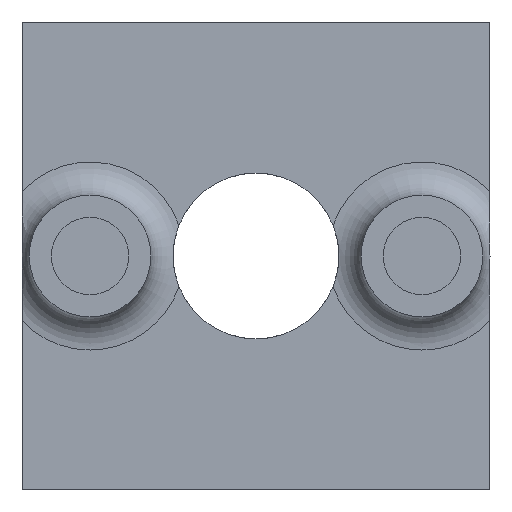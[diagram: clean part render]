
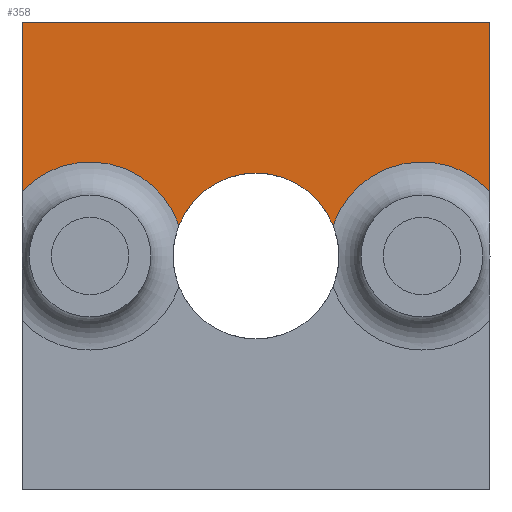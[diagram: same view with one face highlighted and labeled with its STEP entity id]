
A CAD part, front view. The second image highlights one B-rep face of the part: STEP entity #358.
In plain terms, the highlighted planar face has unit normal (0, -1, 0).
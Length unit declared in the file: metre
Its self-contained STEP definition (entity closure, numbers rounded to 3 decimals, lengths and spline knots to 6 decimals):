
#31=CIRCLE('',#403,0.0075);
#32=CIRCLE('',#404,0.0085);
#33=CIRCLE('',#405,0.0085);
#59=ORIENTED_EDGE('',*,*,#145,.T.);
#60=ORIENTED_EDGE('',*,*,#146,.T.);
#61=ORIENTED_EDGE('',*,*,#147,.T.);
#62=ORIENTED_EDGE('',*,*,#148,.T.);
#63=ORIENTED_EDGE('',*,*,#149,.F.);
#64=ORIENTED_EDGE('',*,*,#150,.T.);
#145=EDGE_CURVE('',#188,#189,#31,.F.);
#146=EDGE_CURVE('',#189,#190,#32,.F.);
#147=EDGE_CURVE('',#190,#191,#220,.T.);
#148=EDGE_CURVE('',#191,#192,#221,.T.);
#149=EDGE_CURVE('',#193,#192,#222,.T.);
#150=EDGE_CURVE('',#193,#188,#33,.F.);
#188=VERTEX_POINT('',#589);
#189=VERTEX_POINT('',#590);
#190=VERTEX_POINT('',#592);
#191=VERTEX_POINT('',#594);
#192=VERTEX_POINT('',#596);
#193=VERTEX_POINT('',#598);
#220=LINE('',#593,#234);
#221=LINE('',#595,#235);
#222=LINE('',#597,#236);
#234=VECTOR('',#470,1.);
#235=VECTOR('',#471,1.);
#236=VECTOR('',#472,1.);
#246=EDGE_LOOP('',(#59,#60,#61,#62,#63,#64));
#294=FACE_BOUND('',#246,.T.);
#342=PLANE('',#402);
#358=ADVANCED_FACE('',(#294),#342,.T.);
#402=AXIS2_PLACEMENT_3D('',#587,#464,#465);
#403=AXIS2_PLACEMENT_3D('',#588,#466,#467);
#404=AXIS2_PLACEMENT_3D('',#591,#468,#469);
#405=AXIS2_PLACEMENT_3D('',#599,#473,#474);
#464=DIRECTION('',(0.,-1.,0.));
#465=DIRECTION('',(1.,0.,0.));
#466=DIRECTION('',(0.,-1.,0.));
#467=DIRECTION('',(0.,0.,-1.));
#468=DIRECTION('',(0.,-1.,0.));
#469=DIRECTION('',(0.,0.,-1.));
#470=DIRECTION('',(0.,0.,1.));
#471=DIRECTION('',(-1.,0.,0.));
#472=DIRECTION('',(0.,0.,1.));
#473=DIRECTION('',(0.,-1.,0.));
#474=DIRECTION('',(0.,0.,-1.));
#587=CARTESIAN_POINT('',(0.,-0.005,0.));
#588=CARTESIAN_POINT('',(0.,-0.005,0.));
#589=CARTESIAN_POINT('',(-0.006967,-0.005,0.002778));
#590=CARTESIAN_POINT('',(0.006967,-0.005,0.002778));
#591=CARTESIAN_POINT('',(0.015,-0.005,0.));
#592=CARTESIAN_POINT('',(0.02115,-0.005,0.005867));
#593=CARTESIAN_POINT('',(0.02115,-0.005,0.));
#594=CARTESIAN_POINT('',(0.02115,-0.005,0.02115));
#595=CARTESIAN_POINT('',(0.,-0.005,0.02115));
#596=CARTESIAN_POINT('',(-0.02115,-0.005,0.02115));
#597=CARTESIAN_POINT('',(-0.02115,-0.005,0.));
#598=CARTESIAN_POINT('',(-0.02115,-0.005,0.005867));
#599=CARTESIAN_POINT('',(-0.015,-0.005,0.));
